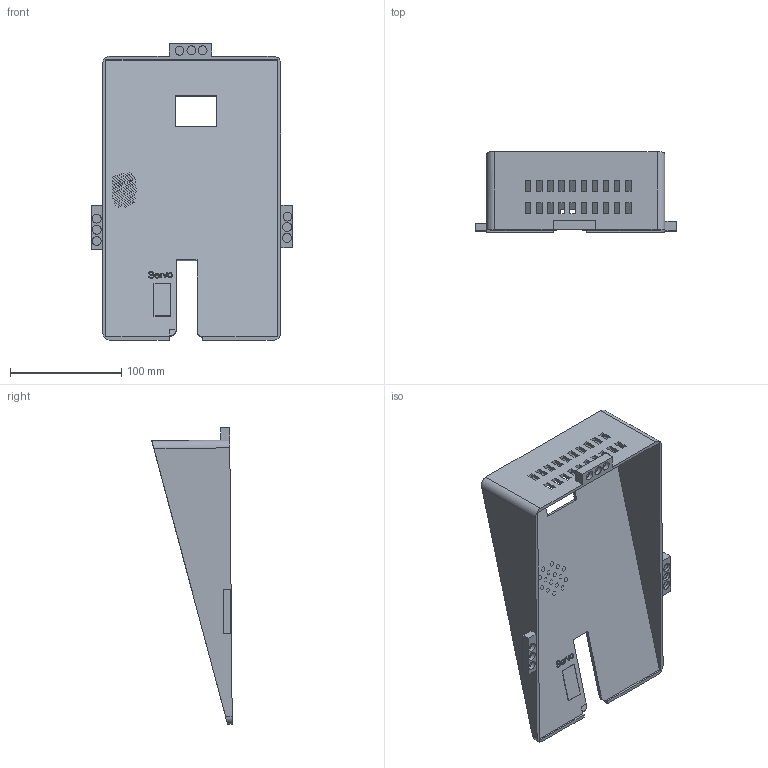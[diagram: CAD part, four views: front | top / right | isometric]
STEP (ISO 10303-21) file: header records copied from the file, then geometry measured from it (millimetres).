
FILE_DESCRIPTION(/* description */ (''),/* implementation_level */ '2;1');
FILE_NAME(/* name */ 'robot_top.step',/* time_stamp */ '2025-12-18T17:51:18Z',/* author */ (''),/* organization */ (''),/* preprocessor_version */ 'ST-DEVELOPER v20.1',/* originating_system */ 'Autodesk Translation Framework v14.21.0.0',/* authorisation */ '');
FILE_SCHEMA (('AUTOMOTIVE_DESIGN { 1 0 10303 214 3 1 1 }'));
Length unit declared in the file: millimetre
Products named in the file (2): GG Battle robot chassis v1; lid
Assembly tree (1 placements, depth 2):
  GG Battle robot chassis v1
    lid
Bounding box: 180.5 x 72.22 x 266.03 mm (x, y, z)
Volume: 199145.6 mm3; surface area: 146255.9 mm2
Topology: 1 solids, 39 shells, 807 faces, 1996 edges, 1329 vertices
Faces by surface type: plane 557, bspline 219, cylinder 31
Full cylindrical faces by diameter (mm): 3.943 x16, 8 x9
Entity records: 25717 total; most frequent: CARTESIAN_POINT 7894, ORIENTED_EDGE 3992, DIRECTION 2806, EDGE_CURVE 1996, LINE 1492, VECTOR 1492, VERTEX_POINT 1329, EDGE_LOOP 911
